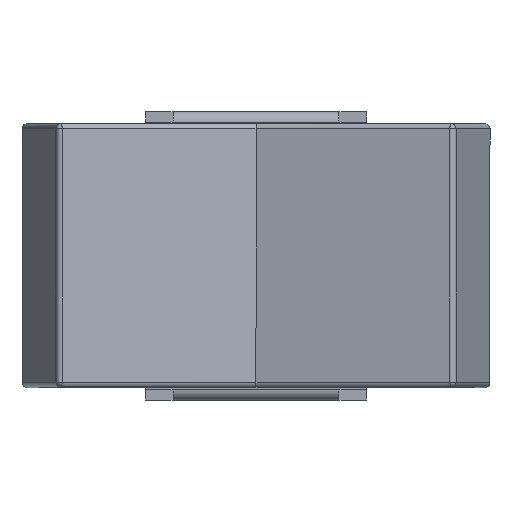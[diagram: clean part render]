
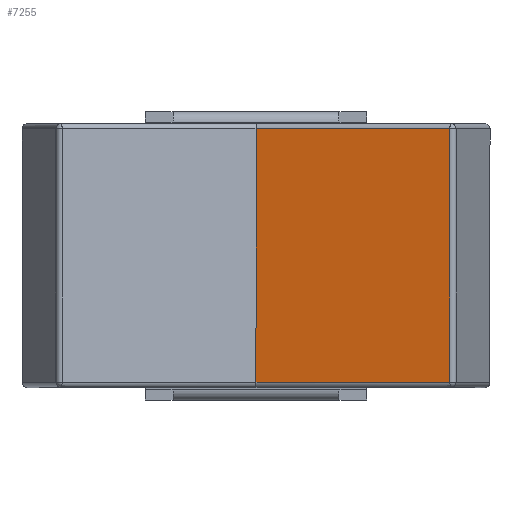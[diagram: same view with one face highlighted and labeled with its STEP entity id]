
A CAD part, top view. The second image highlights one B-rep face of the part: STEP entity #7255.
In plain terms, the highlighted planar face has unit normal (-0.216, 0, 0.976).
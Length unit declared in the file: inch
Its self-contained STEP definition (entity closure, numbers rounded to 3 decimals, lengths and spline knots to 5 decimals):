
#37=PLANE('',#7740);
#465=FACE_OUTER_BOUND('',#901,.T.);
#901=EDGE_LOOP('',(#4999,#5000,#5001,#5002));
#1348=LINE('',#10723,#2165);
#1350=LINE('',#10727,#2167);
#1353=LINE('',#10733,#2170);
#1364=LINE('',#10759,#2181);
#2165=VECTOR('',#8486,0.3937);
#2167=VECTOR('',#8490,0.3937);
#2170=VECTOR('',#8497,0.3937);
#2181=VECTOR('',#8526,0.3937);
#3173=VERTEX_POINT('',#10690);
#3180=VERTEX_POINT('',#10706);
#3181=VERTEX_POINT('',#10710);
#3186=VERTEX_POINT('',#10726);
#3866=EDGE_CURVE('',#3181,#3180,#1348,.T.);
#3868=EDGE_CURVE('',#3186,#3181,#1350,.T.);
#3872=EDGE_CURVE('',#3180,#3173,#1353,.T.);
#3886=EDGE_CURVE('',#3173,#3186,#1364,.T.);
#4999=ORIENTED_EDGE('',*,*,#3872,.F.);
#5000=ORIENTED_EDGE('',*,*,#3866,.F.);
#5001=ORIENTED_EDGE('',*,*,#3868,.F.);
#5002=ORIENTED_EDGE('',*,*,#3886,.F.);
#7255=ADVANCED_FACE('',(#465),#37,.T.);
#7740=AXIS2_PLACEMENT_3D('',#10758,#8524,#8525);
#8486=DIRECTION('',(0.,-1.,0.));
#8490=DIRECTION('',(0.976,0.,0.216));
#8497=DIRECTION('',(-0.976,0.,-0.216));
#8524=DIRECTION('center_axis',(-0.216,0.,
0.976));
#8525=DIRECTION('ref_axis',(0.,1.,0.));
#8526=DIRECTION('',(0.,1.,0.));
#10690=CARTESIAN_POINT('',(0.,-0.28563,0.82824));
#10706=CARTESIAN_POINT('',(0.43706,-0.28563,0.92514));
#10710=CARTESIAN_POINT('',(0.43706,0.28563,0.92514));
#10723=CARTESIAN_POINT('',(0.43706,0.,0.92514));
#10726=CARTESIAN_POINT('',(0.,0.28563,0.82824));
#10727=CARTESIAN_POINT('',(0.21286,0.28563,0.87543));
#10733=CARTESIAN_POINT('',(0.21286,-0.28563,0.87543));
#10758=CARTESIAN_POINT('Origin',(0.44823,0.,
0.92761));
#10759=CARTESIAN_POINT('',(0.,0.,0.82824));
